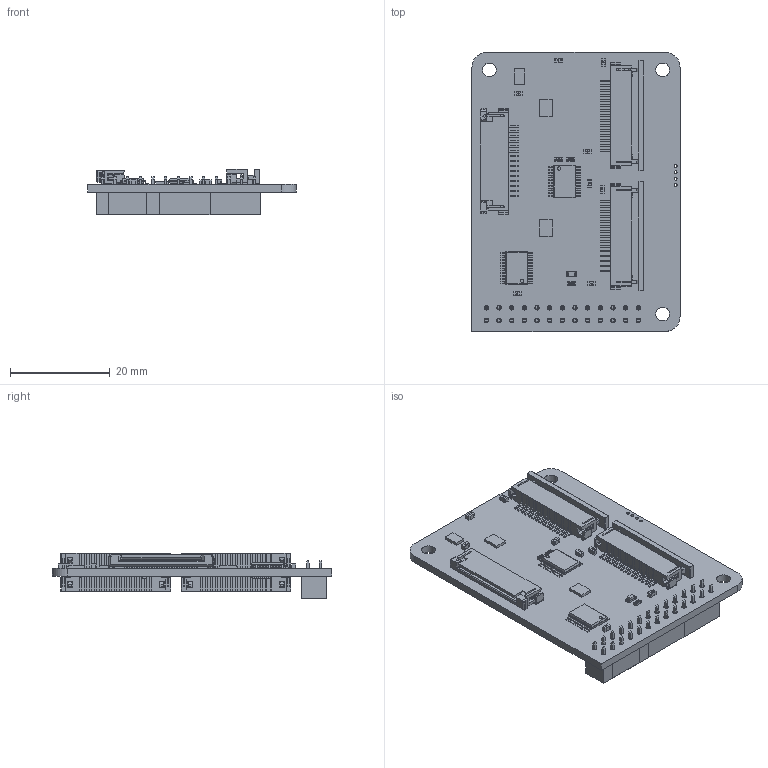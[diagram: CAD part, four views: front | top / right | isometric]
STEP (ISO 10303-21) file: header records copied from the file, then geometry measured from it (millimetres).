
FILE_DESCRIPTION(('Open CASCADE Model'),'2;1');
FILE_NAME('Open CASCADE Shape Model','2020-09-22T17:25:49',('Author'),( 'Open CASCADE'),'Open CASCADE STEP processor 6.8','Open CASCADE 6.8' ,'Unknown');
FILE_SCHEMA(('AUTOMOTIVE_DESIGN { 1 0 10303 214 1 1 1 1 }'));
Length unit declared in the file: millimetre
Products named in the file (52): PCB; Board; Open CASCADE STEP translator 6.8 1.1.1; U1; 6759935856; Extruded; U4; User_Library-TSSOP-20-2; _X2_041A043E0440043F04430441_X0_; _X2_041C04350442043A0430_X0_; _X2_041D043E0436043A0430_X0_; R5; R0603; R4; C7; 0603_C; RN2; 6062700992; User_Library-Array-1206-4Way-Var1_Anschl_X_FCsse_1; User_Library-Array-1206-4Way-Var1_K_X_F6rper_1; User_Library-Array-1206-4Way-Var1_Deckel_1; User_Library-Array-1206-4Way-Var1_Beschriftung_1; RN1; R3; R2; U5; 6762200528; C8; U2; PD; 5584; PC; PB; PA; C5; C4; C3; C2; C1; P2 ...
Assembly tree (83 placements, depth 4):
  PCB
    Board
      Open CASCADE STEP translator 6.8 1.1.1
    U1
      6759935856
        Extruded
    U4
      User_Library-TSSOP-20-2
        _X2_041A043E0440043F04430441_X0_
        _X2_041C04350442043A0430_X0_
        _X2_041D043E0436043A0430_X0_  x10
    R5
      R0603
    R4
      R0603
    C7
      0603_C
    RN2
      6062700992
        User_Library-Array-1206-4Way-Var1_Anschl_X_FCsse_1
        User_Library-Array-1206-4Way-Var1_K_X_F6rper_1
        User_Library-Array-1206-4Way-Var1_Deckel_1
        User_Library-Array-1206-4Way-Var1_Beschriftung_1
    RN1
      6062700992
        User_Library-Array-1206-4Way-Var1_Anschl_X_FCsse_1
        User_Library-Array-1206-4Way-Var1_K_X_F6rper_1
        User_Library-Array-1206-4Way-Var1_Deckel_1
        User_Library-Array-1206-4Way-Var1_Beschriftung_1
    R3
      R0603
    R2
      R0603
    U5
      6762200528
        Extruded
    C8
      0603_C
    U2
      6759935856
        Extruded
    PD
      5584
      5584
    PC
      5584
      5584
    PB
      5584
      5584
    PA
      5584
      5584
    C5
      0603_C
    C4
      0603_C
    C3
      0603_C
    C2
Bounding box: 41.75 x 56 x 9.1 mm (x, y, z)
Volume: 5879.6 mm3; surface area: 11686.6 mm2
Topology: 88 solids, 88 shells, 5589 faces, 16479 edges, 11212 vertices
Faces by surface type: plane 4430, bspline 521, cylinder 502, extrusion 72, sphere 64
Full cylindrical faces by diameter (mm): 0.6 x4, 0.9 x26, 2.75 x3
Entity records: 76488 total; most frequent: CARTESIAN_POINT 18500, ORIENTED_EDGE 11508, DIRECTION 9576, EDGE_CURVE 5754, VECTOR 5152, LINE 5143, VERTEX_POINT 3782, AXIS2_PLACEMENT_3D 2212
